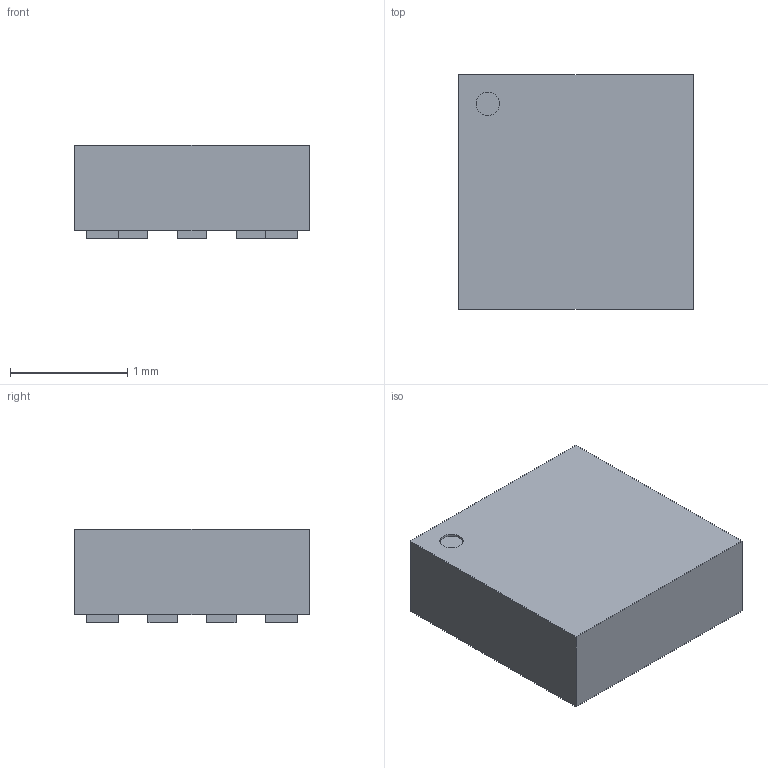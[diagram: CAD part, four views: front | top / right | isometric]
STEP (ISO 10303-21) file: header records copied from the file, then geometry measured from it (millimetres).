
FILE_DESCRIPTION(/* description */ ('model of ST_HLGA-10_2x2mm_P0.5mm_LayoutBorder3x2y'),/* implementation_level */ '2;1');
FILE_NAME(/* name */ 'ST_HLGA-10_2x2mm_P0.5mm_LayoutBorder3x2y.step',/* time_stamp */ '1970-01-01T00:00:00',/* author */ ('KiCAD','kicad'),/* organization */ ('OCCT'),/* preprocessor_version */ '',/* originating_system */ 'KiCAD',/* authorisation */ '');
FILE_SCHEMA(('AUTOMOTIVE_DESIGN { 1 0 10303 214 1 1 1 1 }'));
Length unit declared in the file: millimetre
Products named in the file (1): ST_HLGA-10_2x2mm_P0.5mm_LayoutBorder3x2y
Bounding box: 2 x 2 x 0.8 mm (x, y, z)
Volume: 3 mm3; surface area: 14.6 mm2
Topology: 1 solids, 1 shells, 58 faces, 135 edges, 90 vertices
Faces by surface type: plane 57, cylinder 1
Full cylindrical faces by diameter (mm): 0.2 x1
Entity records: 2157 total; most frequent: CARTESIAN_POINT 284, ORIENTED_EDGE 270, DIRECTION 255, EDGE_CURVE 135, LINE 133, VECTOR 133, VERTEX_POINT 90, FACE_BOUND 69
